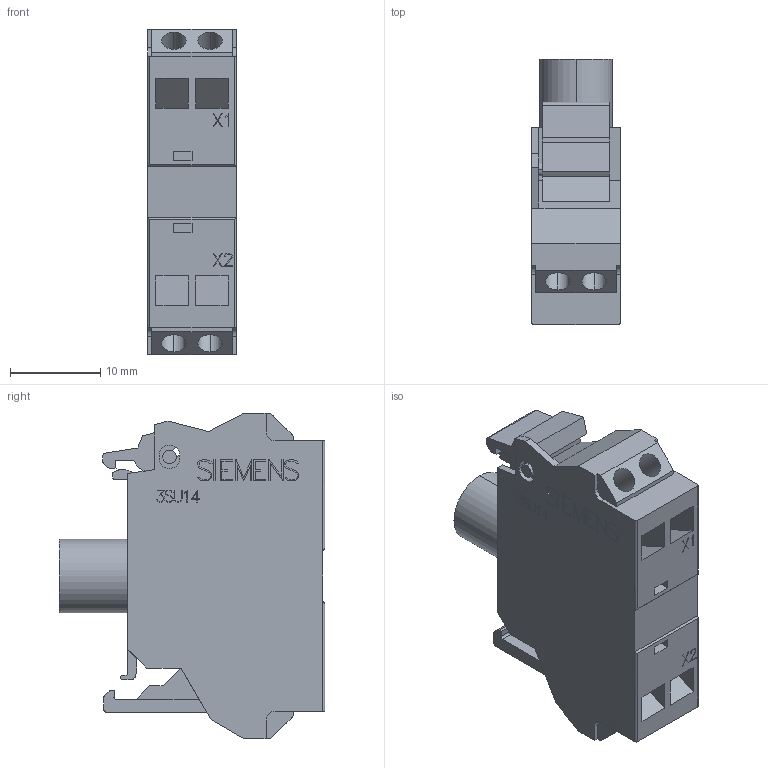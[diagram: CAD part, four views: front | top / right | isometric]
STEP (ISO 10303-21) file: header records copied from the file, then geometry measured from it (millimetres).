
FILE_DESCRIPTION(('no description'),'unknown implementation level');
FILE_NAME('4038_3SU1401-1BB00-3AA0_3D_v.stp',' ',('SIEMENS A&D'),('CADClick - KiM GmbH - www.kimweb.de'),'unknown preprocess','ACIS','unknown authorization');
FILE_SCHEMA(('automotive_design'));
Length unit declared in the file: millimetre
Products named in the file (1): 0
Bounding box: 9.8 x 29.4 x 36 mm (x, y, z)
Volume: 6167.5 mm3; surface area: 3982.6 mm2
Topology: 1 solids, 1 shells, 495 faces, 1384 edges, 921 vertices
Faces by surface type: plane 453, cylinder 42
Entity records: 31157 total; most frequent: STYLED_ITEM 2801, PRESENTATION_STYLE_ASSIGNMENT 2801, CARTESIAN_POINT 2801, COLOUR_RGB 2801, ORIENTED_EDGE 2768, DIRECTION 2462, EDGE_CURVE 1384, CURVE_STYLE 1384
